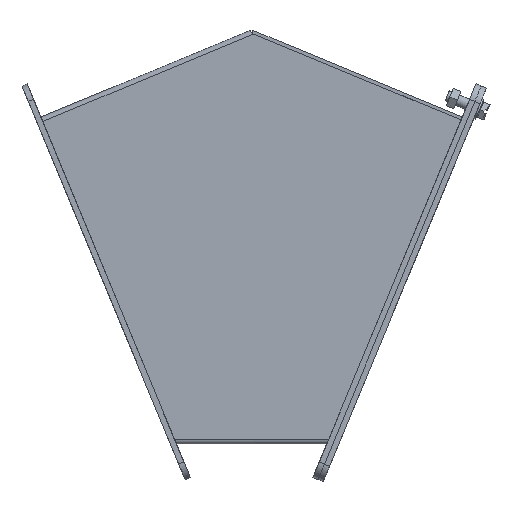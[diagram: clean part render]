
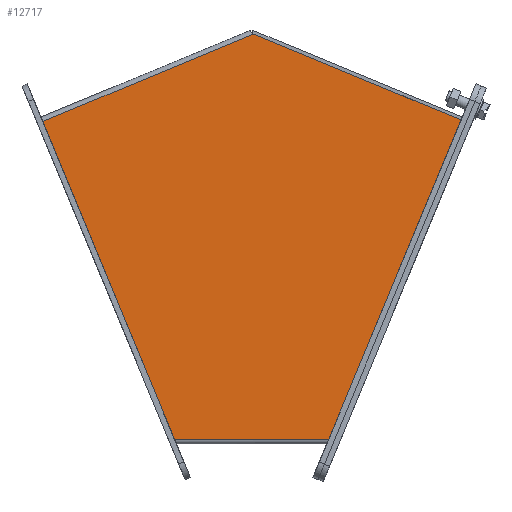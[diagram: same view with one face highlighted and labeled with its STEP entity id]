
A CAD part, front view. The second image highlights one B-rep face of the part: STEP entity #12717.
In plain terms, the highlighted planar face has unit normal (0, -1, 0).
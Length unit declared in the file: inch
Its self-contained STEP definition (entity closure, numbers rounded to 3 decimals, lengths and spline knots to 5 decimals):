
#12 = DIRECTION ( 'NONE',  ( 0., -1., 0. ) ) ;
#214 = VERTEX_POINT ( 'NONE', #1535 ) ;
#220 = VECTOR ( 'NONE', #5110, 39.37008 ) ;
#810 = CARTESIAN_POINT ( 'NONE',  ( 4.733, -4., 7.31626 ) ) ;
#1270 = VERTEX_POINT ( 'NONE', #9687 ) ;
#1535 = CARTESIAN_POINT ( 'NONE',  ( 0.04699, -4., 9.25951 ) ) ;
#1637 = VECTOR ( 'NONE', #12381, 39.37008 ) ;
#2084 = CARTESIAN_POINT ( 'NONE',  ( -1.699, -4., 0. ) ) ;
#2177 = VECTOR ( 'NONE', #5209, 39.37008 ) ;
#2924 = ORIENTED_EDGE ( 'NONE', *, *, #6620, .T. ) ;
#3071 = CARTESIAN_POINT ( 'NONE',  ( -1.74379, -4., 0.108 ) ) ;
#3733 = EDGE_CURVE ( 'NONE', #4748, #6184, #5598, .T. ) ;
#3833 = VECTOR ( 'NONE', #6021, 39.37008 ) ;
#4344 = EDGE_CURVE ( 'NONE', #1270, #4700, #10924, .T. ) ;
#4465 = VECTOR ( 'NONE', #10989, 39.37008 ) ;
#4649 = ORIENTED_EDGE ( 'NONE', *, *, #4344, .T. ) ;
#4700 = VERTEX_POINT ( 'NONE', #3071 ) ;
#4748 = VERTEX_POINT ( 'NONE', #11982 ) ;
#4851 = CARTESIAN_POINT ( 'NONE',  ( -4.733, -4., 9.279 ) ) ;
#5110 = DIRECTION ( 'NONE',  ( -0.924, 0., -0.383 ) ) ;
#5149 = CARTESIAN_POINT ( 'NONE',  ( 0., -4., 9.279 ) ) ;
#5209 = DIRECTION ( 'NONE',  ( -0.924, 0., 0.383 ) ) ;
#5598 = LINE ( 'NONE', #8492, #1637 ) ;
#5821 = FACE_OUTER_BOUND ( 'NONE', #6944, .T. ) ;
#6021 = DIRECTION ( 'NONE',  ( 0.383, 0., -0.924 ) ) ;
#6184 = VERTEX_POINT ( 'NONE', #810 ) ;
#6620 = EDGE_CURVE ( 'NONE', #4700, #4748, #8016, .T. ) ;
#6944 = EDGE_LOOP ( 'NONE', ( #2924, #10903, #7977, #11549, #4649 ) ) ;
#7815 = DIRECTION ( 'NONE',  ( 0., 0., -1. ) ) ;
#7946 = LINE ( 'NONE', #11896, #220 ) ;
#7977 = ORIENTED_EDGE ( 'NONE', *, *, #8032, .T. ) ;
#8016 = LINE ( 'NONE', #9887, #4465 ) ;
#8032 = EDGE_CURVE ( 'NONE', #6184, #214, #11269, .T. ) ;
#8492 = CARTESIAN_POINT ( 'NONE',  ( 4.733, -4., 7.31626 ) ) ;
#9277 = AXIS2_PLACEMENT_3D ( 'NONE', #4851, #12, #7815 ) ;
#9687 = CARTESIAN_POINT ( 'NONE',  ( -4.71921, -4., 7.283 ) ) ;
#9887 = CARTESIAN_POINT ( 'NONE',  ( -4.733, -4., 0.108 ) ) ;
#9951 = PLANE ( 'NONE',  #9277 ) ;
#10903 = ORIENTED_EDGE ( 'NONE', *, *, #3733, .T. ) ;
#10924 = LINE ( 'NONE', #2084, #3833 ) ;
#10989 = DIRECTION ( 'NONE',  ( 1., 0., 0. ) ) ;
#11269 = LINE ( 'NONE', #5149, #2177 ) ;
#11549 = ORIENTED_EDGE ( 'NONE', *, *, #12720, .T. ) ;
#11896 = CARTESIAN_POINT ( 'NONE',  ( 0.04699, -4., 9.25951 ) ) ;
#11982 = CARTESIAN_POINT ( 'NONE',  ( 1.74379, -4., 0.108 ) ) ;
#12381 = DIRECTION ( 'NONE',  ( 0.383, 0., 0.924 ) ) ;
#12717 = ADVANCED_FACE ( 'NONE', ( #5821 ), #9951, .T. ) ;
#12720 = EDGE_CURVE ( 'NONE', #214, #1270, #7946, .T. ) ;
